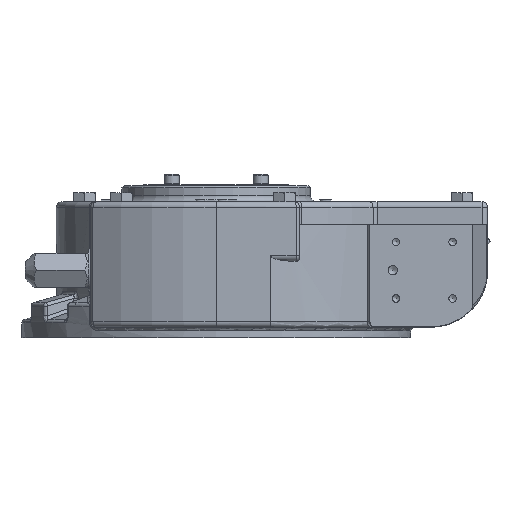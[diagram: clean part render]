
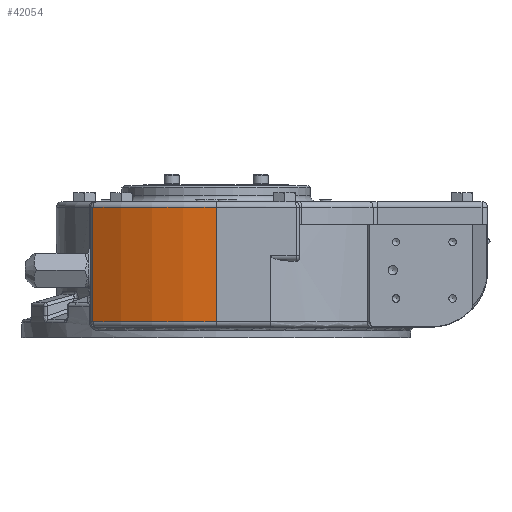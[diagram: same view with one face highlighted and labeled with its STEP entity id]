
A CAD part, left-side view. The second image highlights one B-rep face of the part: STEP entity #42054.
In plain terms, the highlighted cylindrical face has radius 185 mm (diameter 370 mm), a partial arc.
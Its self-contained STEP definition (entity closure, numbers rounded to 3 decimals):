
#1760=CYLINDRICAL_SURFACE('',#43927,185.);
#4322=LINE('',#73237,#6904);
#4332=LINE('',#73259,#6914);
#6904=VECTOR('',#50140,1000.);
#6914=VECTOR('',#50172,1000.);
#15127=ORIENTED_EDGE('',*,*,#19456,.T.);
#15128=ORIENTED_EDGE('',*,*,#19313,.T.);
#15129=ORIENTED_EDGE('',*,*,#19445,.F.);
#15130=ORIENTED_EDGE('',*,*,#16077,.T.);
#16077=EDGE_CURVE('',#20257,#20255,#22440,.F.);
#19313=EDGE_CURVE('',#22219,#22218,#22671,.F.);
#19445=EDGE_CURVE('',#20257,#22218,#4322,.T.);
#19456=EDGE_CURVE('',#20255,#22219,#4332,.T.);
#20255=VERTEX_POINT('',#53721);
#20257=VERTEX_POINT('',#53730);
#22218=VERTEX_POINT('',#72664);
#22219=VERTEX_POINT('',#72666);
#22440=CIRCLE('',#42239,185.);
#22671=CIRCLE('',#43776,185.);
#24750=EDGE_LOOP('',(#15127,#15128,#15129,#15130));
#26841=FACE_BOUND('',#24750,.T.);
#42054=ADVANCED_FACE('',(#26841),#1760,.T.);
#42239=AXIS2_PLACEMENT_3D('',#53729,#44688,#44689);
#43776=AXIS2_PLACEMENT_3D('',#72665,#49825,#49826);
#43927=AXIS2_PLACEMENT_3D('',#73264,#50178,#50179);
#44688=DIRECTION('',(0.,0.,1.));
#44689=DIRECTION('',(1.,0.,0.));
#49825=DIRECTION('',(0.,0.,-1.));
#49826=DIRECTION('',(-1.,0.,0.));
#50140=DIRECTION('',(0.,0.,-1.));
#50172=DIRECTION('',(0.,0.,-1.));
#50178=DIRECTION('',(0.,0.,-1.));
#50179=DIRECTION('',(-1.,0.,0.));
#53721=CARTESIAN_POINT('',(-150.263,107.917,117.));
#53729=CARTESIAN_POINT('',(0.,0.,117.));
#53730=CARTESIAN_POINT('',(-185.,0.,117.));
#72664=CARTESIAN_POINT('',(-185.,0.,17.));
#72665=CARTESIAN_POINT('',(0.,0.,17.));
#72666=CARTESIAN_POINT('',(-150.263,107.917,17.));
#73237=CARTESIAN_POINT('',(-185.,0.,105.));
#73259=CARTESIAN_POINT('',(-150.263,107.917,105.));
#73264=CARTESIAN_POINT('',(0.,0.,105.));
